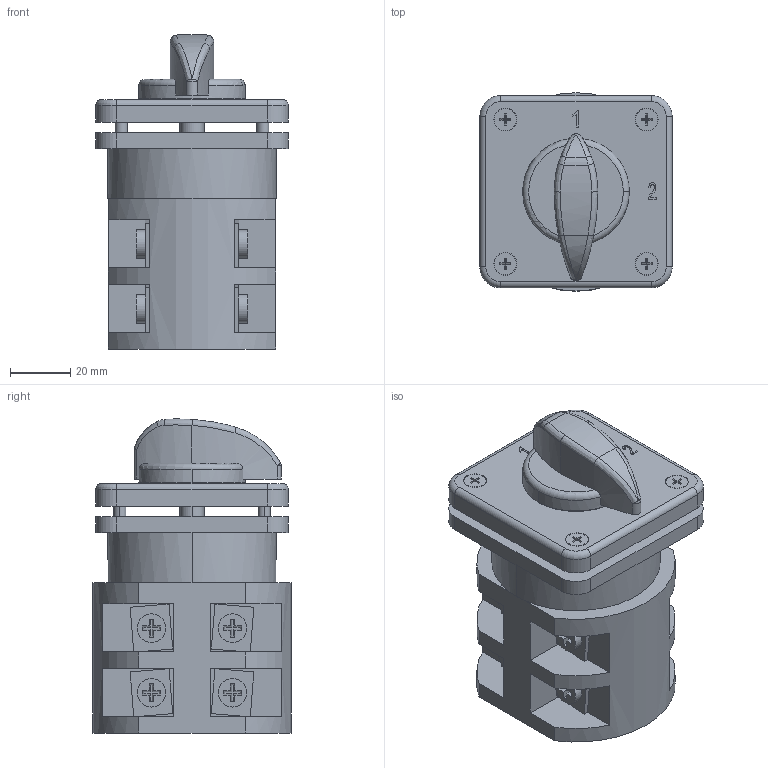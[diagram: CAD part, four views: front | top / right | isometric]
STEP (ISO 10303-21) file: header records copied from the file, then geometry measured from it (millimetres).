
FILE_DESCRIPTION (( 'STEP AP214' ), '1' );
FILE_NAME ('BCS12-063-3 Ïåðåêëþ÷àòåëü êóëà÷êîâûé ÏÊÏ63-22_Î 63À 1-2 2Ð_400Â.STEP', '2017-12-13T12:33:35', ( '' ), ( '' ), 'SwSTEP 2.0', 'SolidWorks 2014', '' );
FILE_SCHEMA (( 'AUTOMOTIVE_DESIGN' ));
Length unit declared in the file: millimetre
Products named in the file (1): BCS12-063-3 Ïåðåêëþ÷àòåëü êóëà÷êîâûé ÏÊÏ63-22_Î 63À  1-2  2Ð_400Â
Bounding box: 64 x 66 x 104.48 mm (x, y, z)
Volume: 235788.4 mm3; surface area: 43429.1 mm2
Topology: 5 solids, 5 shells, 393 faces, 1001 edges, 651 vertices
Faces by surface type: plane 283, cylinder 80, bspline 21, torus 7, sphere 2
Entity records: 12703 total; most frequent: CARTESIAN_POINT 3111, ORIENTED_EDGE 1994, DIRECTION 1893, EDGE_CURVE 997, VECTOR 755, LINE 755, VERTEX_POINT 649, AXIS2_PLACEMENT_3D 569
